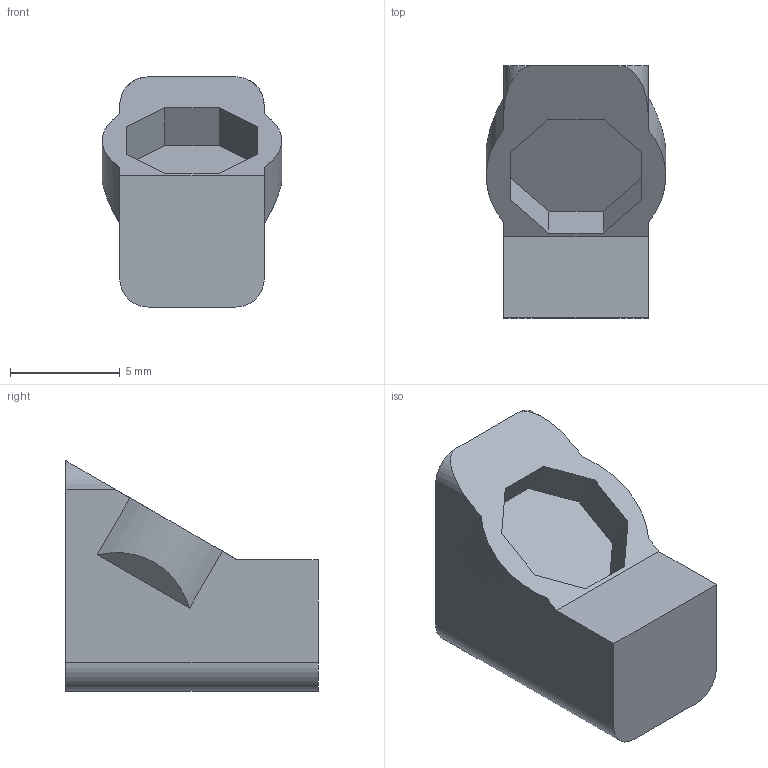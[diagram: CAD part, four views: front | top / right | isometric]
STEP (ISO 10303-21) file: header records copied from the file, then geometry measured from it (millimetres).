
FILE_DESCRIPTION(('FreeCAD Model'),'2;1');
FILE_NAME('Open CASCADE Shape Model','2023-08-13T20:37:06',(''),(''), 'Open CASCADE STEP processor 7.6','FreeCAD','Unknown');
FILE_SCHEMA(('AUTOMOTIVE_DESIGN { 1 0 10303 214 1 1 1 1 }'));
Length unit declared in the file: millimetre
Products named in the file (2): Carriege Center Magnet Holder; Body
Assembly tree (1 placements, depth 2):
  Carriege Center Magnet Holder
    Body
Bounding box: 8.2 x 11.5 x 10.5 mm (x, y, z)
Volume: 455.9 mm3; surface area: 529.8 mm2
Topology: 1 solids, 1 shells, 26 faces, 68 edges, 46 vertices
Faces by surface type: plane 19, cylinder 7
Full cylindrical faces by diameter (mm): 4.4 x1
Entity records: 1809 total; most frequent: CARTESIAN_POINT 392, DIRECTION 263, LINE 166, VECTOR 166, ORIENTED_EDGE 136, PCURVE 136, DEFINITIONAL_REPRESENTATION 136, EDGE_CURVE 68
